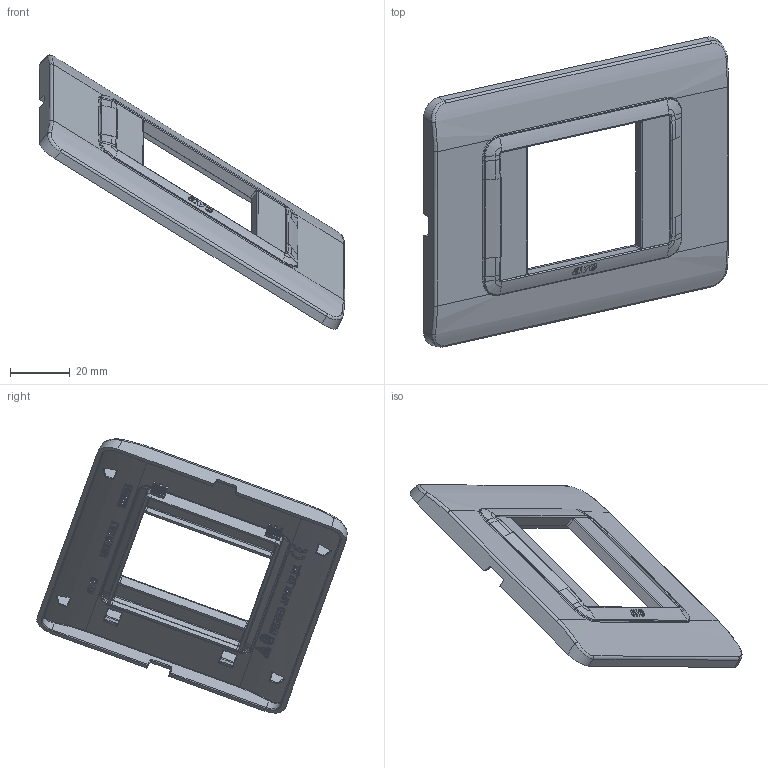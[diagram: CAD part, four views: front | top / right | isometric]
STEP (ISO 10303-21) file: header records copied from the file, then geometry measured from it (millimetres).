
FILE_DESCRIPTION(('CATIA V5 STEP Exchange'),'2;1');
FILE_NAME('44PY02@.stp','2023-09-25T12:00:00+00:00',('none'),('none'),'CATIA Version 5-6 Release 2016 SP6','CATIA V5 STEP AP203','none');
FILE_SCHEMA(('CONFIG_CONTROL_DESIGN'));
Length unit declared in the file: millimetre
Products named in the file (1): 44PY02@
Assembly tree (1 placements, depth 2):
  44PY02@
    #57
Bounding box: 102.16 x 103.91 x 91.8 mm (x, y, z)
Volume: 16876.4 mm3; surface area: 22920.7 mm2
Topology: 1 solids, 1 shells, 2485 faces, 6499 edges, 4006 vertices
Faces by surface type: plane 1366, cylinder 642, bspline 359, extrusion 46, sphere 32, cone 16, torus 16, revolution 8
Entity records: 92757 total; most frequent: CARTESIAN_POINT 41694, ORIENTED_EDGE 12786, DIRECTION 6653, EDGE_CURVE 6393, VERTEX_POINT 4006, B_SPLINE_CURVE_WITH_KNOTS 3110, VECTOR 2737, LINE 2691
